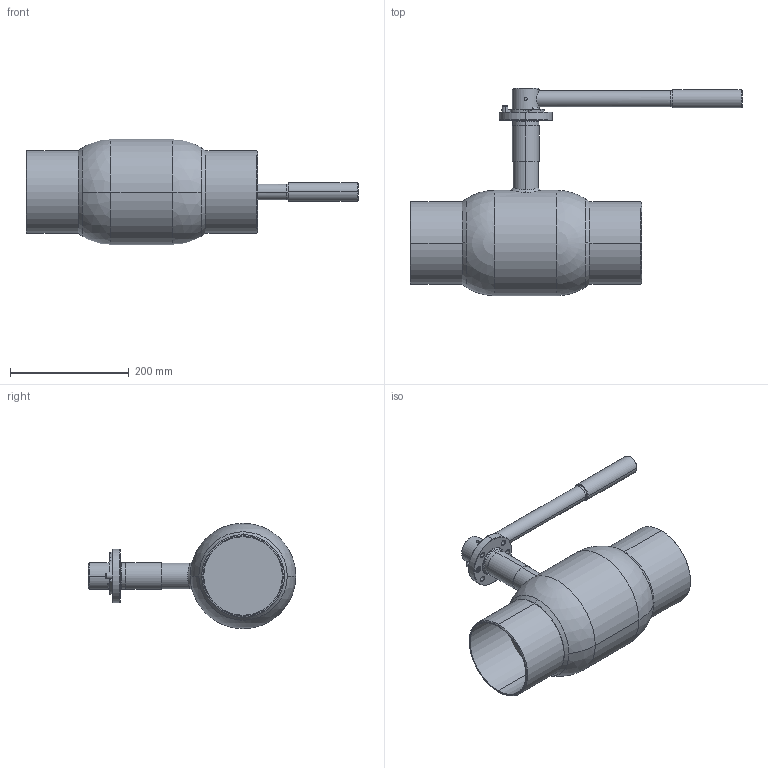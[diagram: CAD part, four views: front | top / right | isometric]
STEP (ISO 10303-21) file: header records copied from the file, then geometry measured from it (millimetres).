
FILE_DESCRIPTION (( 'STEP AP214' ), '1' );
FILE_NAME ('61102125 010.STEP', '2010-10-12T19:42:39', ( 'BROEN A/S' ), ( 'BROEN A/S' ), 'SwSTEP 2.0', 'SolidWorks 2009', '' );
FILE_SCHEMA (( 'AUTOMOTIVE_DESIGN' ));
Length unit declared in the file: millimetre
Products named in the file (1): 61102125 010
Bounding box: 560.09 x 350.1 x 177.8 mm (x, y, z)
Surface area: 419707.6 mm2 (no closed solid volume)
Topology: 0 solids, 30 shells, 201 faces, 722 edges, 527 vertices
Faces by surface type: cylinder 85, cone 63, plane 33, bspline 10, torus 6, sphere 4
Entity records: 14653 total; most frequent: CARTESIAN_POINT 6688, DIRECTION 1132, ORIENTED_EDGE 1063, EDGE_CURVE 714, VERTEX_POINT 523, AXIS2_PLACEMENT_3D 438, VECTOR 256, LINE 256
